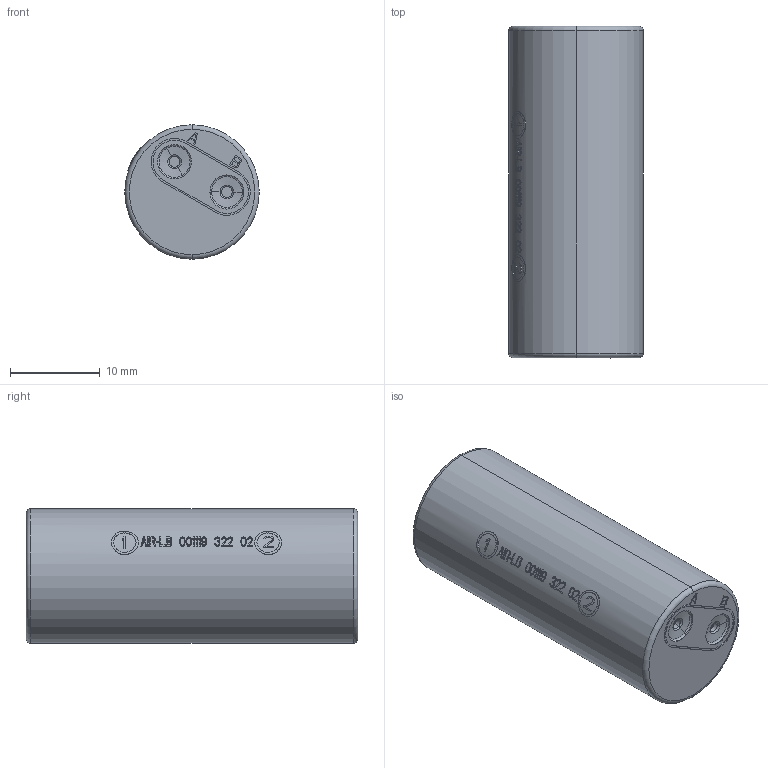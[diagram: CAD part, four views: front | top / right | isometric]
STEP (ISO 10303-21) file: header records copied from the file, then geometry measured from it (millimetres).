
FILE_DESCRIPTION((''),'2;1');
FILE_NAME('00111932202','2020-05-29T',('presta_be4'),(''),'CREO PARAMETRIC BY PTC INC, 2018360','CREO PARAMETRIC BY PTC INC, 2018360','');
FILE_SCHEMA(('CONFIG_CONTROL_DESIGN'));
Length unit declared in the file: millimetre
Products named in the file (1): 00111932202
Bounding box: 15 x 37.04 x 15 mm (x, y, z)
Volume: 5914.5 mm3; surface area: 4262.3 mm2
Topology: 1 solids, 1 shells, 1180 faces, 3203 edges, 2078 vertices
Faces by surface type: plane 795, cylinder 165, cone 96, torus 92, bspline 32
Entity records: 43189 total; most frequent: CARTESIAN_POINT 14819, ORIENTED_EDGE 6406, DIRECTION 5247, EDGE_CURVE 3203, VERTEX_POINT 2078, AXIS2_PLACEMENT_3D 1918, VECTOR 1411, LINE 1411
